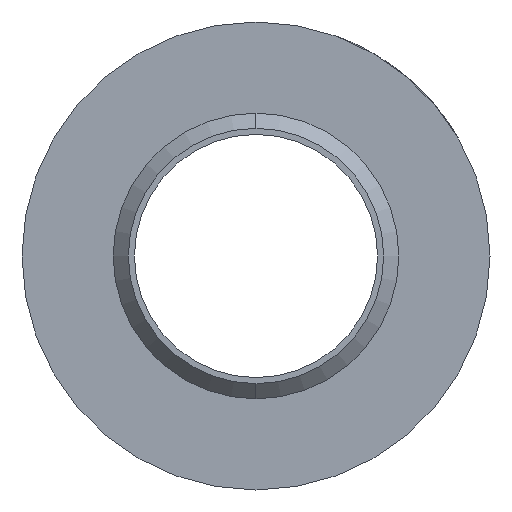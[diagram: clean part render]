
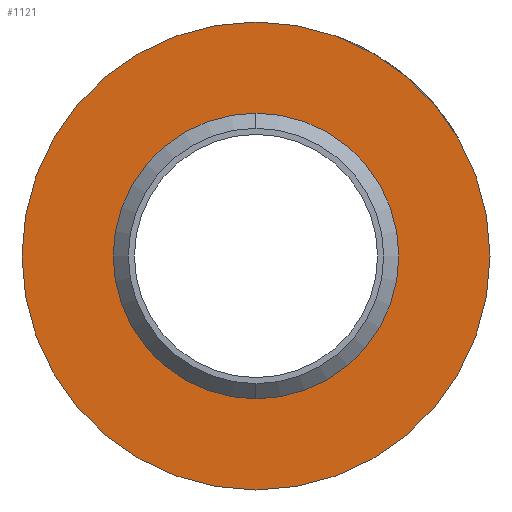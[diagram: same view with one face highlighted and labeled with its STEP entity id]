
A CAD part, left-side view. The second image highlights one B-rep face of the part: STEP entity #1121.
In plain terms, the highlighted planar face has unit normal (-1, 0, 0).
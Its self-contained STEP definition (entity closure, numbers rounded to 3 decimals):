
#66 = CIRCLE ( 'NONE', #3948, 7.7 ) ;
#85 = DIRECTION ( 'NONE',  ( -1., 0., 0. ) ) ;
#284 = VERTEX_POINT ( 'NONE', #4620 ) ;
#356 = DIRECTION ( 'NONE',  ( 0., 0., 1. ) ) ;
#382 = DIRECTION ( 'NONE',  ( -1., 0., 0. ) ) ;
#414 = CIRCLE ( 'NONE', #1742, 7.7 ) ;
#690 = DIRECTION ( 'NONE',  ( -1., 0., 0. ) ) ;
#821 = EDGE_CURVE ( 'NONE', #284, #2539, #2696, .T. ) ;
#1029 = AXIS2_PLACEMENT_3D ( 'NONE', #4922, #5285, #2820 ) ;
#1121 = ADVANCED_FACE ( 'NONE', ( #2064, #2214 ), #3842, .T. ) ;
#1191 = ORIENTED_EDGE ( 'NONE', *, *, #5372, .T. ) ;
#1360 = CARTESIAN_POINT ( 'NONE',  ( 12., 0., 0. ) ) ;
#1659 = EDGE_CURVE ( 'NONE', #2539, #284, #3854, .T. ) ;
#1660 = EDGE_LOOP ( 'NONE', ( #2952, #1191 ) ) ;
#1742 = AXIS2_PLACEMENT_3D ( 'NONE', #3515, #1756, #3898 ) ;
#1756 = DIRECTION ( 'NONE',  ( -1., 0., 0. ) ) ;
#1932 = DIRECTION ( 'NONE',  ( 0., 0., 1. ) ) ;
#1962 = VERTEX_POINT ( 'NONE', #2163 ) ;
#2064 = FACE_OUTER_BOUND ( 'NONE', #1660, .T. ) ;
#2163 = CARTESIAN_POINT ( 'NONE',  ( 12., 0., -7.7 ) ) ;
#2214 = FACE_BOUND ( 'NONE', #4976, .T. ) ;
#2286 = CARTESIAN_POINT ( 'NONE',  ( 12., 0., 0. ) ) ;
#2456 = DIRECTION ( 'NONE',  ( 0., 0., 1. ) ) ;
#2539 = VERTEX_POINT ( 'NONE', #3348 ) ;
#2696 = CIRCLE ( 'NONE', #1029, 4.7 ) ;
#2820 = DIRECTION ( 'NONE',  ( 0., 0., 1. ) ) ;
#2952 = ORIENTED_EDGE ( 'NONE', *, *, #3782, .T. ) ;
#3059 = AXIS2_PLACEMENT_3D ( 'NONE', #1360, #85, #2456 ) ;
#3208 = ORIENTED_EDGE ( 'NONE', *, *, #1659, .F. ) ;
#3229 = ORIENTED_EDGE ( 'NONE', *, *, #821, .F. ) ;
#3348 = CARTESIAN_POINT ( 'NONE',  ( 12., 0., 4.7 ) ) ;
#3515 = CARTESIAN_POINT ( 'NONE',  ( 12., 0., 0. ) ) ;
#3782 = EDGE_CURVE ( 'NONE', #3836, #1962, #414, .T. ) ;
#3821 = CARTESIAN_POINT ( 'NONE',  ( 12., 0., 7.7 ) ) ;
#3836 = VERTEX_POINT ( 'NONE', #3821 ) ;
#3842 = PLANE ( 'NONE',  #3059 ) ;
#3854 = CIRCLE ( 'NONE', #4211, 4.7 ) ;
#3898 = DIRECTION ( 'NONE',  ( 0., 0., 1. ) ) ;
#3948 = AXIS2_PLACEMENT_3D ( 'NONE', #2286, #690, #1932 ) ;
#4211 = AXIS2_PLACEMENT_3D ( 'NONE', #4996, #382, #356 ) ;
#4620 = CARTESIAN_POINT ( 'NONE',  ( 12., 0., -4.7 ) ) ;
#4922 = CARTESIAN_POINT ( 'NONE',  ( 12., 0., 0. ) ) ;
#4976 = EDGE_LOOP ( 'NONE', ( #3208, #3229 ) ) ;
#4996 = CARTESIAN_POINT ( 'NONE',  ( 12., 0., 0. ) ) ;
#5285 = DIRECTION ( 'NONE',  ( -1., 0., 0. ) ) ;
#5372 = EDGE_CURVE ( 'NONE', #1962, #3836, #66, .T. ) ;
